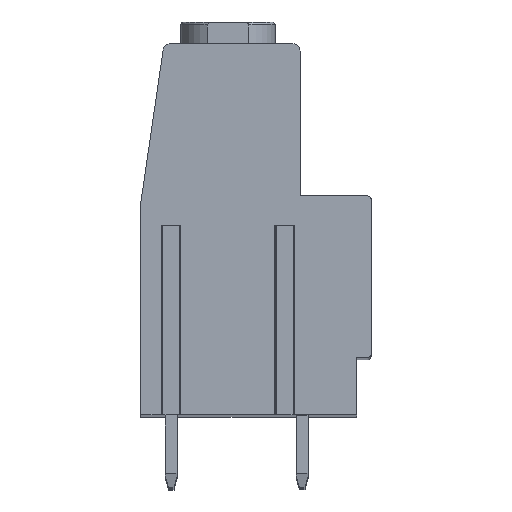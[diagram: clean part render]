
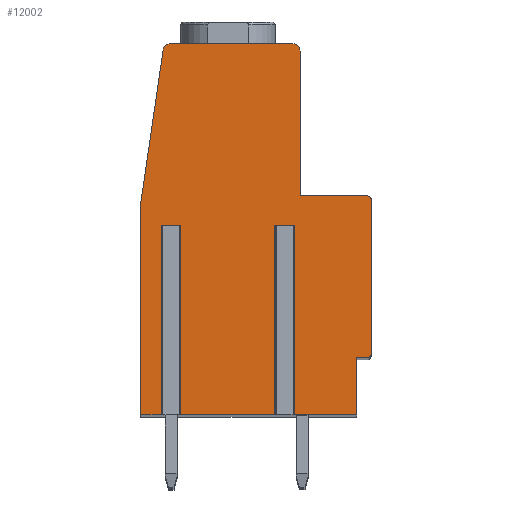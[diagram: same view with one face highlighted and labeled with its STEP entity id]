
A CAD part, top view. The second image highlights one B-rep face of the part: STEP entity #12002.
In plain terms, the highlighted planar face has unit normal (0, 0, 1).
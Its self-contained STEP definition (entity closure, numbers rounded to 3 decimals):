
#15=DIRECTION('',(1.,0.,0.));
#16=VECTOR('',#15,0.8);
#17=CARTESIAN_POINT('',(-6.226,0.25,3.175));
#18=LINE('',#17,#16);
#19=DIRECTION('',(0.,1.,0.));
#20=VECTOR('',#19,13.);
#21=CARTESIAN_POINT('',(-6.226,-12.75,3.175));
#22=LINE('',#21,#20);
#23=DIRECTION('',(-1.,0.,0.));
#24=VECTOR('',#23,1.699);
#25=CARTESIAN_POINT('',(-6.226,-12.75,3.175));
#26=LINE('',#25,#24);
#27=DIRECTION('',(0.,1.,0.));
#28=VECTOR('',#27,14.5);
#29=CARTESIAN_POINT('',(-7.925,-12.75,3.175));
#30=LINE('',#29,#28);
#31=DIRECTION('',(0.144,0.99,0.));
#32=VECTOR('',#31,10.683);
#33=CARTESIAN_POINT('',(-7.925,1.75,3.175));
#34=LINE('',#33,#32);
#35=CARTESIAN_POINT('',(-5.892,12.25,3.175));
#36=DIRECTION('',(0.,0.,-1.));
#37=DIRECTION('',(-0.99,0.144,0.));
#38=AXIS2_PLACEMENT_3D('',#35,#36,#37);
#40=CARTESIAN_POINT('',(2.525,12.25,3.175));
#41=DIRECTION('',(0.,0.,-1.));
#42=DIRECTION('',(0.,1.,0.));
#43=AXIS2_PLACEMENT_3D('',#40,#41,#42);
#45=DIRECTION('',(0.,-1.,0.));
#46=VECTOR('',#45,9.95);
#47=CARTESIAN_POINT('',(3.025,12.25,3.175));
#48=LINE('',#47,#46);
#49=DIRECTION('',(1.,0.,0.));
#50=VECTOR('',#49,4.6);
#51=CARTESIAN_POINT('',(3.025,2.3,3.175));
#52=LINE('',#51,#50);
#53=CARTESIAN_POINT('',(7.625,2.,3.175));
#54=DIRECTION('',(0.,0.,-1.));
#55=DIRECTION('',(0.,1.,0.));
#56=AXIS2_PLACEMENT_3D('',#53,#54,#55);
#58=DIRECTION('',(0.,-1.,0.));
#59=VECTOR('',#58,10.5);
#60=CARTESIAN_POINT('',(7.925,2.,3.175));
#61=LINE('',#60,#59);
#62=CARTESIAN_POINT('',(7.625,-8.5,3.175));
#63=DIRECTION('',(0.,0.,-1.));
#64=DIRECTION('',(1.,0.,0.));
#65=AXIS2_PLACEMENT_3D('',#62,#63,#64);
#67=DIRECTION('',(-1.,0.,0.));
#68=VECTOR('',#67,0.7);
#69=CARTESIAN_POINT('',(7.625,-8.8,3.175));
#70=LINE('',#69,#68);
#71=DIRECTION('',(0.,-1.,0.));
#72=VECTOR('',#71,3.95);
#73=CARTESIAN_POINT('',(6.925,-8.8,3.175));
#74=LINE('',#73,#72);
#75=DIRECTION('',(-1.,0.,0.));
#76=VECTOR('',#75,4.551);
#77=CARTESIAN_POINT('',(6.925,-12.75,3.175));
#78=LINE('',#77,#76);
#79=DIRECTION('',(0.,1.,0.));
#80=VECTOR('',#79,13.);
#81=CARTESIAN_POINT('',(2.374,-12.75,3.175));
#82=LINE('',#81,#80);
#83=DIRECTION('',(1.,0.,0.));
#84=VECTOR('',#83,0.8);
#85=CARTESIAN_POINT('',(1.574,0.25,3.175));
#86=LINE('',#85,#84);
#87=DIRECTION('',(0.,1.,0.));
#88=VECTOR('',#87,13.);
#89=CARTESIAN_POINT('',(1.574,-12.75,3.175));
#90=LINE('',#89,#88);
#91=DIRECTION('',(-1.,0.,0.));
#92=VECTOR('',#91,7.);
#93=CARTESIAN_POINT('',(1.574,-12.75,3.175));
#94=LINE('',#93,#92);
#95=DIRECTION('',(0.,1.,0.));
#96=VECTOR('',#95,13.);
#97=CARTESIAN_POINT('',(-5.426,-12.75,3.175));
#98=LINE('',#97,#96);
#2111=DIRECTION('',(-1.,0.,0.));
#2112=VECTOR('',#2111,8.417);
#2113=CARTESIAN_POINT('',(2.525,12.75,3.175));
#2114=LINE('',#2113,#2112);
#9389=CARTESIAN_POINT('',(6.925,-8.8,3.175));
#9390=CARTESIAN_POINT('',(6.925,-12.75,3.175));
#9391=VERTEX_POINT('',#9389);
#9392=VERTEX_POINT('',#9390);
#9393=CARTESIAN_POINT('',(7.625,-8.8,3.175));
#9394=VERTEX_POINT('',#9393);
#9395=CARTESIAN_POINT('',(7.925,-8.5,3.175));
#9396=VERTEX_POINT('',#9395);
#9397=CARTESIAN_POINT('',(7.925,2.,3.175));
#9398=VERTEX_POINT('',#9397);
#9399=CARTESIAN_POINT('',(7.625,2.3,3.175));
#9400=VERTEX_POINT('',#9399);
#9401=CARTESIAN_POINT('',(3.025,2.3,3.175));
#9402=VERTEX_POINT('',#9401);
#9403=CARTESIAN_POINT('',(3.025,12.25,3.175));
#9404=VERTEX_POINT('',#9403);
#9405=CARTESIAN_POINT('',(2.525,12.75,3.175));
#9406=VERTEX_POINT('',#9405);
#9407=CARTESIAN_POINT('',(-6.387,12.322,3.175));
#9408=CARTESIAN_POINT('',(-5.892,12.75,3.175));
#9409=VERTEX_POINT('',#9407);
#9410=VERTEX_POINT('',#9408);
#9411=CARTESIAN_POINT('',(-7.925,1.75,3.175));
#9412=VERTEX_POINT('',#9411);
#9413=CARTESIAN_POINT('',(-7.925,-12.75,3.175));
#9414=VERTEX_POINT('',#9413);
#9473=CARTESIAN_POINT('',(-6.226,0.25,3.175));
#9474=CARTESIAN_POINT('',(-5.426,0.25,3.175));
#9475=VERTEX_POINT('',#9473);
#9476=VERTEX_POINT('',#9474);
#9477=CARTESIAN_POINT('',(1.574,0.25,3.175));
#9478=CARTESIAN_POINT('',(2.374,0.25,3.175));
#9479=VERTEX_POINT('',#9477);
#9480=VERTEX_POINT('',#9478);
#9481=CARTESIAN_POINT('',(-5.426,-12.75,3.175));
#9482=VERTEX_POINT('',#9481);
#9483=CARTESIAN_POINT('',(-6.226,-12.75,3.175));
#9484=VERTEX_POINT('',#9483);
#9485=CARTESIAN_POINT('',(1.574,-12.75,3.175));
#9486=VERTEX_POINT('',#9485);
#9487=CARTESIAN_POINT('',(2.374,-12.75,3.175));
#9488=VERTEX_POINT('',#9487);
#11953=CARTESIAN_POINT('',(0.,0.,3.175));
#11954=DIRECTION('',(0.,0.,1.));
#11955=DIRECTION('',(1.,0.,0.));
#11956=AXIS2_PLACEMENT_3D('',#11953,#11954,#11955);
#11957=PLANE('',#11956);
#11959=ORIENTED_EDGE('',*,*,#11958,.F.);
#11961=ORIENTED_EDGE('',*,*,#11960,.F.);
#11963=ORIENTED_EDGE('',*,*,#11962,.T.);
#11965=ORIENTED_EDGE('',*,*,#11964,.T.);
#11967=ORIENTED_EDGE('',*,*,#11966,.T.);
#11969=ORIENTED_EDGE('',*,*,#11968,.T.);
#11971=ORIENTED_EDGE('',*,*,#11970,.F.);
#11973=ORIENTED_EDGE('',*,*,#11972,.T.);
#11975=ORIENTED_EDGE('',*,*,#11974,.T.);
#11977=ORIENTED_EDGE('',*,*,#11976,.T.);
#11979=ORIENTED_EDGE('',*,*,#11978,.T.);
#11981=ORIENTED_EDGE('',*,*,#11980,.T.);
#11983=ORIENTED_EDGE('',*,*,#11982,.T.);
#11985=ORIENTED_EDGE('',*,*,#11984,.T.);
#11987=ORIENTED_EDGE('',*,*,#11986,.T.);
#11989=ORIENTED_EDGE('',*,*,#11988,.T.);
#11991=ORIENTED_EDGE('',*,*,#11990,.T.);
#11993=ORIENTED_EDGE('',*,*,#11992,.F.);
#11995=ORIENTED_EDGE('',*,*,#11994,.F.);
#11997=ORIENTED_EDGE('',*,*,#11996,.T.);
#11999=ORIENTED_EDGE('',*,*,#11998,.T.);
#12000=EDGE_LOOP('',(#11959,#11961,#11963,#11965,#11967,#11969,#11971,#11973,
#11975,#11977,#11979,#11981,#11983,#11985,#11987,#11989,#11991,#11993,#11995,
#11997,#11999));
#12001=FACE_OUTER_BOUND('',#12000,.F.);
#39=CIRCLE('',#38,0.5);
#44=CIRCLE('',#43,0.5);
#57=CIRCLE('',#56,0.3);
#66=CIRCLE('',#65,0.3);
#11958=EDGE_CURVE('',#9475,#9476,#18,.T.);
#11960=EDGE_CURVE('',#9484,#9475,#22,.T.);
#11962=EDGE_CURVE('',#9484,#9414,#26,.T.);
#11964=EDGE_CURVE('',#9414,#9412,#30,.T.);
#11966=EDGE_CURVE('',#9412,#9409,#34,.T.);
#11968=EDGE_CURVE('',#9409,#9410,#39,.T.);
#11970=EDGE_CURVE('',#9406,#9410,#2114,.T.);
#11972=EDGE_CURVE('',#9406,#9404,#44,.T.);
#11974=EDGE_CURVE('',#9404,#9402,#48,.T.);
#11976=EDGE_CURVE('',#9402,#9400,#52,.T.);
#11978=EDGE_CURVE('',#9400,#9398,#57,.T.);
#11980=EDGE_CURVE('',#9398,#9396,#61,.T.);
#11982=EDGE_CURVE('',#9396,#9394,#66,.T.);
#11984=EDGE_CURVE('',#9394,#9391,#70,.T.);
#11986=EDGE_CURVE('',#9391,#9392,#74,.T.);
#11988=EDGE_CURVE('',#9392,#9488,#78,.T.);
#11990=EDGE_CURVE('',#9488,#9480,#82,.T.);
#11992=EDGE_CURVE('',#9479,#9480,#86,.T.);
#11994=EDGE_CURVE('',#9486,#9479,#90,.T.);
#11996=EDGE_CURVE('',#9486,#9482,#94,.T.);
#11998=EDGE_CURVE('',#9482,#9476,#98,.T.);
#12002=ADVANCED_FACE('',(#12001),#11957,.T.);
